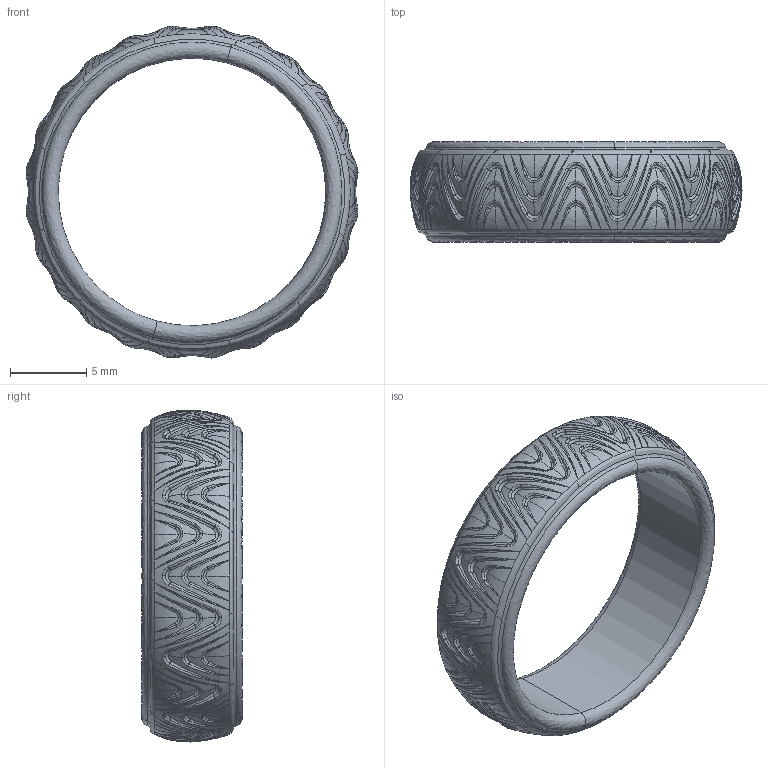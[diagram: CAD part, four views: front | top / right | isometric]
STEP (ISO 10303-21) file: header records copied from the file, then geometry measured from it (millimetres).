
FILE_DESCRIPTION(('FreeCAD Model'),'2;1');
FILE_NAME('Open CASCADE Shape Model','2025-05-04T09:10:02',('FreeCAD'),( 'FreeCAD'),'Open CASCADE STEP processor 7.6','FreeCAD','Unknown');
FILE_SCHEMA(('AUTOMOTIVE_DESIGN { 1 0 10303 214 1 1 1 1 }'));
Products named in the file (1): Open CASCADE STEP translator 7.6 1
Bounding box: 21.72 x 6.56 x 21.72 mm (x, y, z)
Volume: 670.8 mm3; surface area: 936.6 mm2
Topology: 1 solids, 1 shells, 692 faces, 1735 edges, 899 vertices
Faces by surface type: bspline 692
Entity records: 38658 total; most frequent: CARTESIAN_POINT 29216, ORIENTED_EDGE 3182, EDGE_CURVE 1591, B_SPLINE_CURVE_WITH_KNOTS 1357, VERTEX_POINT 899, ADVANCED_FACE 692, FACE_BOUND 692, EDGE_LOOP 692
